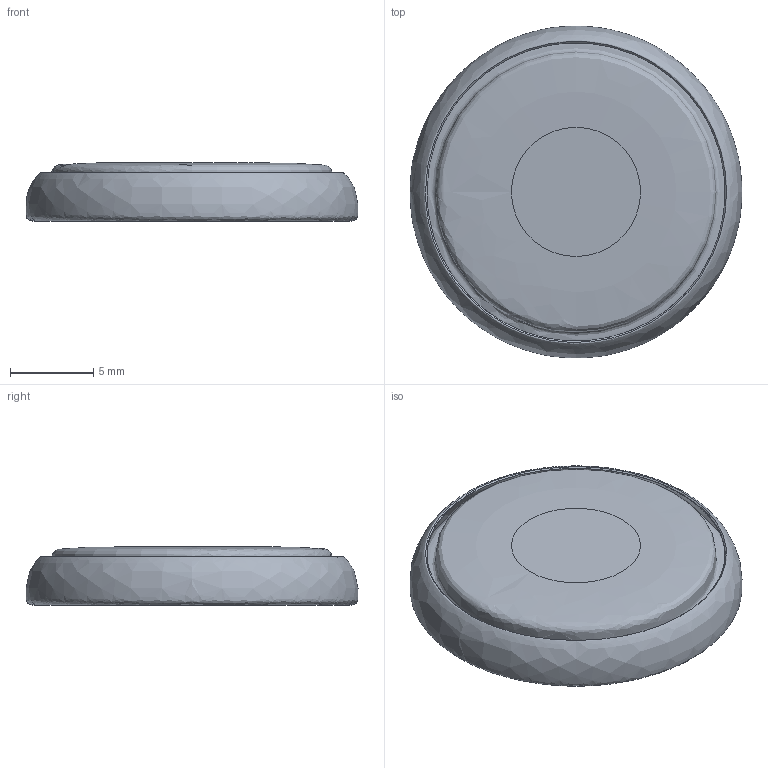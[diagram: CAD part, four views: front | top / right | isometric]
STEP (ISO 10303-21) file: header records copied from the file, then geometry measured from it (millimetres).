
FILE_DESCRIPTION(/* description */ (''),/* implementation_level */ '2;1');
FILE_NAME(/* name */ 'CR2032 v1.step',/* time_stamp */ '2022-02-01T07:54:24+08:00',/* author */ (''),/* organization */ (''),/* preprocessor_version */ 'ST-DEVELOPER v18.1',/* originating_system */ 'Autodesk Translation Framework v10.10.0.1391',/* authorisation */ '');
FILE_SCHEMA (('AUTOMOTIVE_DESIGN { 1 0 10303 214 3 1 1 }'));
Length unit declared in the file: millimetre
Products named in the file (1): CR2032
Bounding box: 20 x 20 x 3.5 mm (x, y, z)
Volume: 94.1 mm3; surface area: 1556.1 mm2
Topology: 1 solids, 30 shells, 35 faces, 177 edges, 173 vertices
Faces by surface type: bspline 29, plane 5, cone 1
Entity records: 5864 total; most frequent: CARTESIAN_POINT 4557, DIRECTION 202, ORIENTED_EDGE 186, EDGE_CURVE 177, VERTEX_POINT 173, AXIS2_PLACEMENT_3D 70, LINE 62, VECTOR 62
